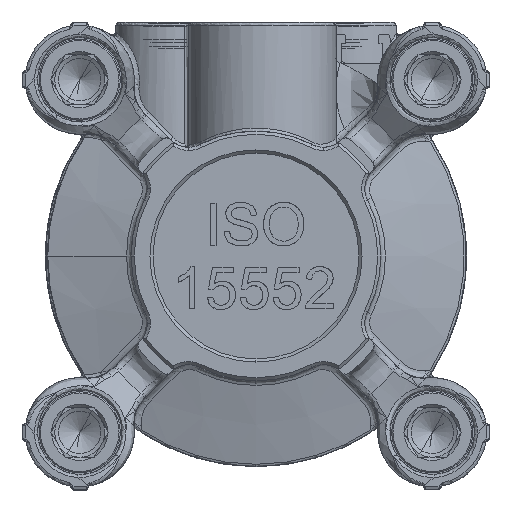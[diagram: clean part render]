
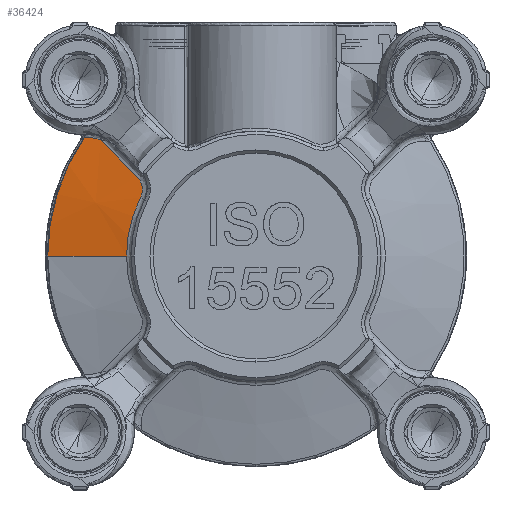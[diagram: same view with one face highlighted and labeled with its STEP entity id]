
A CAD part, front view. The second image highlights one B-rep face of the part: STEP entity #36424.
In plain terms, the highlighted conical face has half-angle 75 degrees and reference radius 33.379 mm.
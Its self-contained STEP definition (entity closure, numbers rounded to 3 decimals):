
#221 = DIRECTION ( 'NONE',  ( 0., 1., 0. ) ) ;
#1912 = DIRECTION ( 'NONE',  ( 0., 1., 0. ) ) ;
#4896 = VECTOR ( 'NONE', #58738, 1000. ) ;
#7555 = VERTEX_POINT ( 'NONE', #57827 ) ;
#7904 = CARTESIAN_POINT ( 'NONE',  ( -25.71, 27.751, 18.852 ) ) ;
#7917 = CARTESIAN_POINT ( 'NONE',  ( -18.222, 24.915, 11.026 ) ) ;
#8526 = CARTESIAN_POINT ( 'NONE',  ( -18.314, 24.781, 9.86 ) ) ;
#9346 = CARTESIAN_POINT ( 'NONE',  ( -24.928, 27.545, 18.616 ) ) ;
#12356 = ORIENTED_EDGE ( 'NONE', *, *, #115467, .T. ) ;
#16122 = VERTEX_POINT ( 'NONE', #69826 ) ;
#17233 = EDGE_CURVE ( 'NONE', #40726, #34339, #94213, .T. ) ;
#18515 = CARTESIAN_POINT ( 'NONE',  ( -18.424, 25.071, 11.806 ) ) ;
#19139 = ORIENTED_EDGE ( 'NONE', *, *, #31137, .T. ) ;
#21690 = LINE ( 'NONE', #68177, #4896 ) ;
#21917 = CARTESIAN_POINT ( 'NONE',  ( 0., 28.152, 0. ) ) ;
#23464 = DIRECTION ( 'NONE',  ( 0., 0., 1. ) ) ;
#24032 = CARTESIAN_POINT ( 'NONE',  ( -27.353, 28.126, 18.96 ) ) ;
#24869 = AXIS2_PLACEMENT_3D ( 'NONE', #58518, #221, #38428 ) ;
#26073 = CARTESIAN_POINT ( 'NONE',  ( -18.239, 24.935, 11.143 ) ) ;
#26200 = CARTESIAN_POINT ( 'NONE',  ( -24.928, 27.545, 18.616 ) ) ;
#26661 = CARTESIAN_POINT ( 'NONE',  ( -25.61, 27.725, 18.829 ) ) ;
#26865 = EDGE_CURVE ( 'NONE', #123644, #101592, #64003, .T. ) ;
#30597 = CARTESIAN_POINT ( 'NONE',  ( -27.395, 28.135, 18.957 ) ) ;
#31137 = EDGE_CURVE ( 'NONE', #7555, #123644, #58610, .T. ) ;
#31703 = ORIENTED_EDGE ( 'NONE', *, *, #26865, .T. ) ;
#33491 = CARTESIAN_POINT ( 'NONE',  ( 0., 24.766, 0. ) ) ;
#34072 = AXIS2_PLACEMENT_3D ( 'NONE', #21917, #1912, #58970 ) ;
#34339 = VERTEX_POINT ( 'NONE', #79596 ) ;
#36112 = CARTESIAN_POINT ( 'NONE',  ( -18.515, 24.766, 9.349 ) ) ;
#36424 = ADVANCED_FACE ( 'NONE', ( #96150 ), #63047, .T. ) ;
#36719 = CARTESIAN_POINT ( 'NONE',  ( -18.21, 24.828, 10.406 ) ) ;
#38428 = DIRECTION ( 'NONE',  ( -1., 0., 0. ) ) ;
#40726 = VERTEX_POINT ( 'NONE', #95147 ) ;
#45519 = CARTESIAN_POINT ( 'NONE',  ( -18.684, 25.205, 12.325 ) ) ;
#46127 = CARTESIAN_POINT ( 'NONE',  ( -25.912, 27.801, 18.893 ) ) ;
#46744 = CARTESIAN_POINT ( 'NONE',  ( -18.271, 24.969, 11.332 ) ) ;
#47362 = CARTESIAN_POINT ( 'NONE',  ( -18.258, 24.798, 10.091 ) ) ;
#49185 = CARTESIAN_POINT ( 'NONE',  ( -26.522, 27.947, 18.983 ) ) ;
#49814 = CARTESIAN_POINT ( 'NONE',  ( -27.353, 28.126, 18.96 ) ) ;
#53076 = ORIENTED_EDGE ( 'NONE', *, *, #105331, .F. ) ;
#53193 = CARTESIAN_POINT ( 'NONE',  ( -20.748, 25.981, 14.448 ) ) ;
#55541 = CARTESIAN_POINT ( 'NONE',  ( -18.293, 24.786, 9.936 ) ) ;
#56181 = CARTESIAN_POINT ( 'NONE',  ( -18.506, 25.116, 11.983 ) ) ;
#57827 = CARTESIAN_POINT ( 'NONE',  ( -19.088, 25.365, 12.795 ) ) ;
#58518 = CARTESIAN_POINT ( 'NONE',  ( 0., 28.152, 0. ) ) ;
#58610 = B_SPLINE_CURVE_WITH_KNOTS ( 'NONE', 3,
 ( #120889, #53193, #65100, #26200 ),
 .UNSPECIFIED., .F., .F.,
 ( 4, 4 ),
 ( 0., 1. ),
 .UNSPECIFIED. ) ;
#58738 = DIRECTION ( 'NONE',  ( -0.966, 0.259, 0. ) ) ;
#58970 = DIRECTION ( 'NONE',  ( 0., 0., -1. ) ) ;
#63047 = CONICAL_SURFACE ( 'NONE', #24869, 33.379, 1.309 ) ;
#64003 = B_SPLINE_CURVE_WITH_KNOTS ( 'NONE', 3,
 ( #65588, #74393, #84412, #26661, #7904, #46127, #75003, #49185, #106884, #49814 ),
 .UNSPECIFIED., .F., .F.,
 ( 4, 2, 2, 2, 4 ),
 ( 0., 0.25, 0.375, 0.5, 1. ),
 .UNSPECIFIED. ) ;
#64373 = CARTESIAN_POINT ( 'NONE',  ( -18.203, 24.878, 10.794 ) ) ;
#64974 = CARTESIAN_POINT ( 'NONE',  ( -18.244, 24.805, 10.171 ) ) ;
#65100 = CARTESIAN_POINT ( 'NONE',  ( -22.695, 26.708, 16.388 ) ) ;
#65588 = CARTESIAN_POINT ( 'NONE',  ( -24.928, 27.545, 18.616 ) ) ;
#68177 = CARTESIAN_POINT ( 'NONE',  ( -33.379, 28.152, 0. ) ) ;
#69826 = CARTESIAN_POINT ( 'NONE',  ( -20.741, 24.766, 0. ) ) ;
#73854 = EDGE_CURVE ( 'NONE', #16122, #114171, #102437, .T. ) ;
#74393 = CARTESIAN_POINT ( 'NONE',  ( -25.118, 27.597, 18.689 ) ) ;
#74403 = CARTESIAN_POINT ( 'NONE',  ( -18.383, 25.046, 11.698 ) ) ;
#74787 = ORIENTED_EDGE ( 'NONE', *, *, #17233, .F. ) ;
#75003 = CARTESIAN_POINT ( 'NONE',  ( -26.016, 27.826, 18.91 ) ) ;
#75624 = CARTESIAN_POINT ( 'NONE',  ( -18.525, 25.125, 12.02 ) ) ;
#77060 = CARTESIAN_POINT ( 'NONE',  ( -27.478, 28.152, 18.95 ) ) ;
#79596 = CARTESIAN_POINT ( 'NONE',  ( -27.478, 28.152, 18.95 ) ) ;
#80416 = ORIENTED_EDGE ( 'NONE', *, *, #117665, .T. ) ;
#83042 = DIRECTION ( 'NONE',  ( 0., 1., 0. ) ) ;
#84412 = CARTESIAN_POINT ( 'NONE',  ( -25.313, 27.649, 18.752 ) ) ;
#85024 = CARTESIAN_POINT ( 'NONE',  ( -18.232, 24.928, 11.104 ) ) ;
#85634 = CARTESIAN_POINT ( 'NONE',  ( -18.473, 25.098, 11.913 ) ) ;
#88340 = CARTESIAN_POINT ( 'NONE',  ( -27.353, 28.126, 18.96 ) ) ;
#93214 = CARTESIAN_POINT ( 'NONE',  ( -18.443, 24.766, 9.49 ) ) ;
#93827 = CARTESIAN_POINT ( 'NONE',  ( -18.384, 24.769, 9.635 ) ) ;
#94213 = CIRCLE ( 'NONE', #34072, 33.379 ) ;
#94447 = CARTESIAN_POINT ( 'NONE',  ( -18.2, 24.846, 10.561 ) ) ;
#95147 = CARTESIAN_POINT ( 'NONE',  ( -33.379, 28.152, 0. ) ) ;
#95881 = CARTESIAN_POINT ( 'NONE',  ( -27.437, 28.143, 18.954 ) ) ;
#96150 = FACE_OUTER_BOUND ( 'NONE', #102413, .T. ) ;
#101592 = VERTEX_POINT ( 'NONE', #24032 ) ;
#101976 = CARTESIAN_POINT ( 'NONE',  ( -19.088, 25.365, 12.795 ) ) ;
#102413 = EDGE_LOOP ( 'NONE', ( #53076, #121365, #12356, #19139, #31703, #80416, #74787 ) ) ;
#102437 = CIRCLE ( 'NONE', #108457, 20.741 ) ;
#103003 = B_SPLINE_CURVE_WITH_KNOTS ( 'NONE', 3,
 ( #36112, #93214, #93827, #8526, #55541, #47362, #64974, #36719, #94447, #64373, #113241, #7917, #85024, #26073, #46744, #112019, #74403, #18515, #85634, #56181, #75624, #45519, #123236, #101976 ),
 .UNSPECIFIED., .F., .F.,
 ( 4, 2, 2, 2, 2, 1, 2, 2, 2, 1, 2, 2, 4 ),
 ( 0., 0.125, 0.187, 0.25, 0.375, 0.437, 0.469, 0.5, 0.625, 0.687, 0.719, 0.75, 1. ),
 .UNSPECIFIED. ) ;
#105331 = EDGE_CURVE ( 'NONE', #16122, #40726, #21690, .T. ) ;
#106884 = CARTESIAN_POINT ( 'NONE',  ( -26.934, 28.039, 18.995 ) ) ;
#108457 = AXIS2_PLACEMENT_3D ( 'NONE', #33491, #83042, #23464 ) ;
#108570 = B_SPLINE_CURVE_WITH_KNOTS ( 'NONE', 3,
 ( #88340, #30597, #95881, #77060 ),
 .UNSPECIFIED., .F., .F.,
 ( 4, 4 ),
 ( 0., 1. ),
 .UNSPECIFIED. ) ;
#112019 = CARTESIAN_POINT ( 'NONE',  ( -18.309, 24.998, 11.48 ) ) ;
#113241 = CARTESIAN_POINT ( 'NONE',  ( -18.209, 24.896, 10.91 ) ) ;
#114171 = VERTEX_POINT ( 'NONE', #119058 ) ;
#115467 = EDGE_CURVE ( 'NONE', #114171, #7555, #103003, .T. ) ;
#117665 = EDGE_CURVE ( 'NONE', #101592, #34339, #108570, .T. ) ;
#119058 = CARTESIAN_POINT ( 'NONE',  ( -18.515, 24.766, 9.349 ) ) ;
#120889 = CARTESIAN_POINT ( 'NONE',  ( -19.088, 25.365, 12.795 ) ) ;
#121365 = ORIENTED_EDGE ( 'NONE', *, *, #73854, .T. ) ;
#123236 = CARTESIAN_POINT ( 'NONE',  ( -18.865, 25.282, 12.572 ) ) ;
#123644 = VERTEX_POINT ( 'NONE', #9346 ) ;
